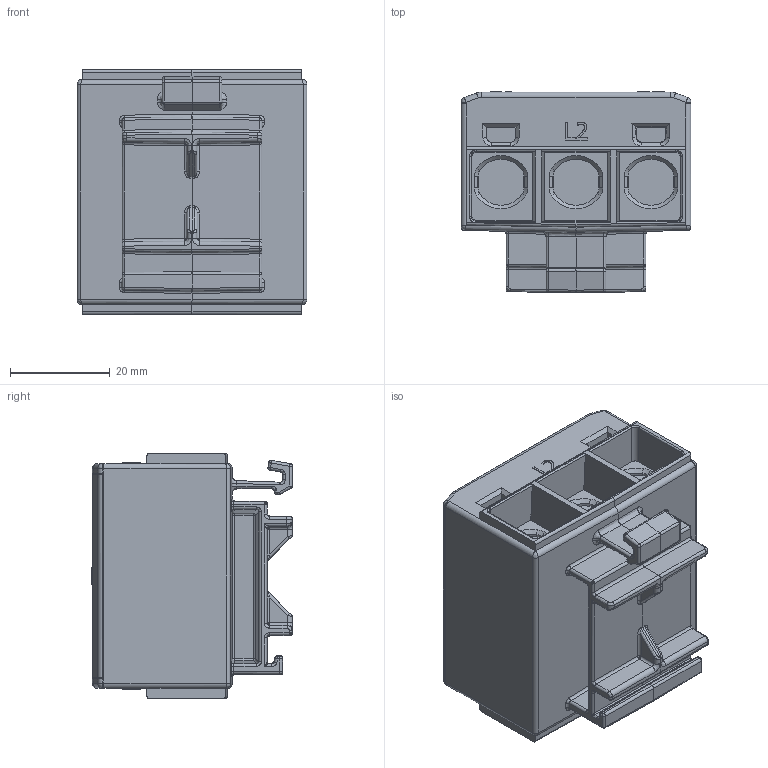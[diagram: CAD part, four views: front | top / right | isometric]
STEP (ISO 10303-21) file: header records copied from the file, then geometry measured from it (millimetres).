
FILE_DESCRIPTION(('Creo Elements/Direct Modeling STEP Export'),'2;1');
FILE_NAME('VC05-0011_OTL 3x1x35 Grey.stp','2023-02-28T10:53:28',(''),(''),'Creo Elements/Direct Modeling STEP processor for AP214 (Solid Model)','Creo Elements/Direct Modeling 20.1D 10-Oct-2020 (C) Parametric Technology GmbH','');
FILE_SCHEMA(('AUTOMOTIVE_DESIGN { 1 0 10303 214 1 1 1 1 }'));
Length unit declared in the file: millimetre
Products named in the file (1): Kotelo OTL 3x1x35_dummy
Bounding box: 46 x 40.15 x 49 mm (x, y, z)
Volume: 53527.5 mm3; surface area: 17222.7 mm2
Topology: 1 solids, 1 shells, 1056 faces, 2669 edges, 1613 vertices
Faces by surface type: plane 437, cylinder 306, bspline 178, cone 88, sphere 31, torus 16
Entity records: 41288 total; most frequent: CARTESIAN_POINT 17603, ORIENTED_EDGE 5256, DIRECTION 4220, EDGE_CURVE 2628, VERTEX_POINT 1613, VECTOR 1502, LINE 1502, AXIS2_PLACEMENT_3D 1359
